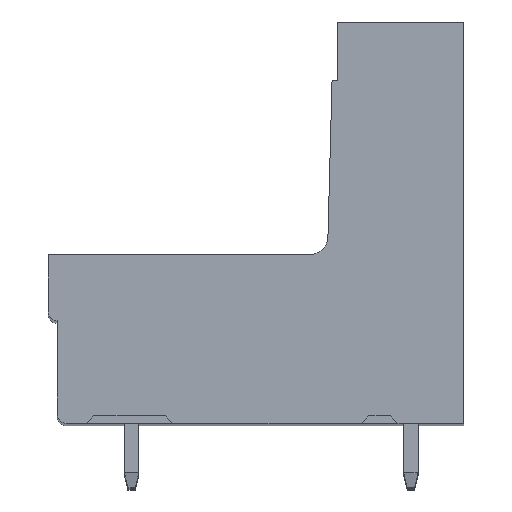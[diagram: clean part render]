
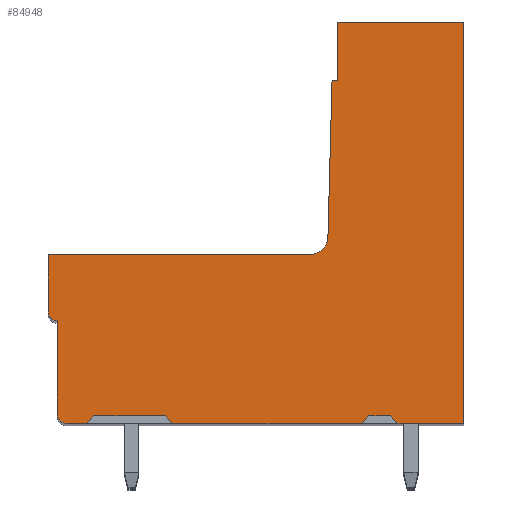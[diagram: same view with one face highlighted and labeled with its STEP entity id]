
A CAD part, top view. The second image highlights one B-rep face of the part: STEP entity #84948.
In plain terms, the highlighted planar face has unit normal (0, 0, 1).
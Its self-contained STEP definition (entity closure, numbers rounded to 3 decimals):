
#3557=DIRECTION('',(0.,-1.,0.));
#3558=VECTOR('',#3557,5.1);
#3559=CARTESIAN_POINT('',(-22.194,5.6,-43.623));
#3560=LINE('',#3559,#3558);
#12327=DIRECTION('',(-1.,0.,0.));
#12328=VECTOR('',#12327,0.3);
#12329=CARTESIAN_POINT('',(-6.894,18.7,-43.623));
#12330=LINE('',#12329,#12328);
#12335=DIRECTION('',(0.,-1.,0.));
#12336=VECTOR('',#12335,3.2);
#12337=CARTESIAN_POINT('',(-6.894,21.9,-43.623));
#12338=LINE('',#12337,#12336);
#21571=DIRECTION('',(0.,1.,0.));
#21572=VECTOR('',#21571,21.9);
#21573=CARTESIAN_POINT('',(0.006,0.,
-43.623));
#21574=LINE('',#21573,#21572);
#30322=DIRECTION('',(-1.,0.,0.));
#30323=VECTOR('',#30322,10.3);
#30324=CARTESIAN_POINT('',(-5.594,0.,
-43.623));
#30325=LINE('',#30324,#30323);
#30326=DIRECTION('',(-0.707,0.707,0.));
#30327=VECTOR('',#30326,0.566);
#30328=CARTESIAN_POINT('',(-15.894,0.,
-43.623));
#30329=LINE('',#30328,#30327);
#30330=DIRECTION('',(-1.,0.,0.));
#30331=VECTOR('',#30330,3.9);
#30332=CARTESIAN_POINT('',(-16.294,0.4,
-43.623));
#30333=LINE('',#30332,#30331);
#30334=DIRECTION('',(-1.,0.,0.));
#30335=VECTOR('',#30334,1.1);
#30336=CARTESIAN_POINT('',(-20.594,0.,
-43.623));
#30337=LINE('',#30336,#30335);
#30338=CARTESIAN_POINT('',(-21.694,0.5,-43.623));
#30339=DIRECTION('',(0.,0.,-1.));
#30340=DIRECTION('',(0.,-1.,0.));
#30341=AXIS2_PLACEMENT_3D('',#30338,#30339,#30340);
#30343=CARTESIAN_POINT('',(-22.194,6.1,-43.623));
#30344=DIRECTION('',(0.,0.,-1.));
#30345=DIRECTION('',(0.,-1.,0.));
#30346=AXIS2_PLACEMENT_3D('',#30343,#30344,#30345);
#30348=DIRECTION('',(0.,1.,0.));
#30349=VECTOR('',#30348,3.1);
#30350=CARTESIAN_POINT('',(-22.694,6.1,
-43.623));
#30351=LINE('',#30350,#30349);
#30352=DIRECTION('',(1.,0.,0.));
#30353=VECTOR('',#30352,14.277);
#30354=CARTESIAN_POINT('',(-22.694,9.2,-43.623));
#30355=LINE('',#30354,#30353);
#30356=CARTESIAN_POINT('',(-8.417,10.2,-43.623));
#30357=DIRECTION('',(0.,0.,1.));
#30358=DIRECTION('',(0.,-1.,0.));
#30359=AXIS2_PLACEMENT_3D('',#30356,#30357,#30358);
#30361=DIRECTION('',(0.026,1.,0.));
#30362=VECTOR('',#30361,8.529);
#30363=CARTESIAN_POINT('',(-7.417,10.174,
-43.623));
#30364=LINE('',#30363,#30362);
#30365=DIRECTION('',(1.,0.,0.));
#30366=VECTOR('',#30365,6.9);
#30367=CARTESIAN_POINT('',(-6.894,21.9,-43.623));
#30368=LINE('',#30367,#30366);
#30369=DIRECTION('',(-1.,0.,0.));
#30370=VECTOR('',#30369,3.6);
#30371=CARTESIAN_POINT('',(0.006,0.,
-43.623));
#30372=LINE('',#30371,#30370);
#30373=DIRECTION('',(-0.707,0.707,0.));
#30374=VECTOR('',#30373,0.566);
#30375=CARTESIAN_POINT('',(-3.594,0.,
-43.623));
#30376=LINE('',#30375,#30374);
#30377=DIRECTION('',(-0.707,-0.707,0.));
#30378=VECTOR('',#30377,0.566);
#30379=CARTESIAN_POINT('',(-5.194,0.4,
-43.623));
#30380=LINE('',#30379,#30378);
#30397=DIRECTION('',(-0.707,-0.707,0.));
#30398=VECTOR('',#30397,0.566);
#30399=CARTESIAN_POINT('',(-20.194,0.4,
-43.623));
#30400=LINE('',#30399,#30398);
#30433=DIRECTION('',(1.,0.,0.));
#30434=VECTOR('',#30433,1.2);
#30435=CARTESIAN_POINT('',(-5.194,0.4,
-43.623));
#30436=LINE('',#30435,#30434);
#31112=CARTESIAN_POINT('',(-5.594,0.,
-43.623));
#31114=VERTEX_POINT('',#31112);
#31118=CARTESIAN_POINT('',(-3.594,0.,
-43.623));
#31119=VERTEX_POINT('',#31118);
#31235=CARTESIAN_POINT('',(-16.294,0.4,
-43.623));
#31236=VERTEX_POINT('',#31235);
#31237=CARTESIAN_POINT('',(-7.417,10.174,
-43.623));
#31238=CARTESIAN_POINT('',(-7.194,18.7,-43.623));
#31239=VERTEX_POINT('',#31237);
#31240=VERTEX_POINT('',#31238);
#31241=CARTESIAN_POINT('',(-6.894,18.7,-43.623));
#31242=VERTEX_POINT('',#31241);
#31243=CARTESIAN_POINT('',(-6.894,21.9,-43.623));
#31244=VERTEX_POINT('',#31243);
#31245=CARTESIAN_POINT('',(-3.994,0.4,
-43.623));
#31246=VERTEX_POINT('',#31245);
#31247=CARTESIAN_POINT('',(-5.194,0.4,
-43.623));
#31248=VERTEX_POINT('',#31247);
#31253=CARTESIAN_POINT('',(-21.694,0.,-43.623));
#31254=CARTESIAN_POINT('',(-22.194,0.5,
-43.623));
#31255=VERTEX_POINT('',#31253);
#31256=VERTEX_POINT('',#31254);
#31257=CARTESIAN_POINT('',(-22.194,5.6,-43.623));
#31258=VERTEX_POINT('',#31257);
#31259=CARTESIAN_POINT('',(-22.694,6.1,
-43.623));
#31260=VERTEX_POINT('',#31259);
#31261=CARTESIAN_POINT('',(-22.694,9.2,-43.623));
#31262=VERTEX_POINT('',#31261);
#31511=CARTESIAN_POINT('',(0.006,0.,
-43.623));
#31512=CARTESIAN_POINT('',(0.006,21.9,-43.623));
#31513=VERTEX_POINT('',#31511);
#31514=VERTEX_POINT('',#31512);
#31515=CARTESIAN_POINT('',(-20.194,0.4,
-43.623));
#31516=CARTESIAN_POINT('',(-20.594,0.,
-43.623));
#31517=VERTEX_POINT('',#31515);
#31518=VERTEX_POINT('',#31516);
#31519=CARTESIAN_POINT('',(-15.894,0.,
-43.623));
#31520=VERTEX_POINT('',#31519);
#31521=CARTESIAN_POINT('',(-8.417,9.2,-43.623));
#31522=VERTEX_POINT('',#31521);
#84915=CARTESIAN_POINT('',(-21.694,0.5,
-43.623));
#84916=DIRECTION('',(0.,0.,-1.));
#84917=DIRECTION('',(-1.,0.,0.));
#84918=AXIS2_PLACEMENT_3D('',#84915,#84916,#84917);
#84919=PLANE('',#84918);
#84920=ORIENTED_EDGE('',*,*,#40010,.T.);
#84922=ORIENTED_EDGE('',*,*,#84921,.T.);
#84924=ORIENTED_EDGE('',*,*,#84923,.T.);
#84926=ORIENTED_EDGE('',*,*,#84925,.T.);
#84927=ORIENTED_EDGE('',*,*,#40002,.T.);
#84928=ORIENTED_EDGE('',*,*,#45886,.T.);
#84929=ORIENTED_EDGE('',*,*,#45901,.F.);
#84930=ORIENTED_EDGE('',*,*,#45916,.T.);
#84931=ORIENTED_EDGE('',*,*,#45931,.T.);
#84932=ORIENTED_EDGE('',*,*,#45946,.T.);
#84933=ORIENTED_EDGE('',*,*,#59293,.T.);
#84934=ORIENTED_EDGE('',*,*,#59308,.T.);
#84935=ORIENTED_EDGE('',*,*,#59323,.F.);
#84936=ORIENTED_EDGE('',*,*,#59338,.F.);
#84937=ORIENTED_EDGE('',*,*,#59353,.T.);
#84938=ORIENTED_EDGE('',*,*,#72209,.F.);
#84939=ORIENTED_EDGE('',*,*,#40018,.T.);
#84941=ORIENTED_EDGE('',*,*,#84940,.T.);
#84943=ORIENTED_EDGE('',*,*,#84942,.F.);
#84945=ORIENTED_EDGE('',*,*,#84944,.T.);
#84946=EDGE_LOOP('',(#84920,#84922,#84924,#84926,#84927,#84928,#84929,#84930,
#84931,#84932,#84933,#84934,#84935,#84936,#84937,#84938,#84939,#84941,#84943,
#84945));
#84947=FACE_OUTER_BOUND('',#84946,.F.);
#84948=ADVANCED_FACE('',(#84947),#84919,.F.);
#30342=CIRCLE('',#30341,0.5);
#30347=CIRCLE('',#30346,0.5);
#30360=CIRCLE('',#30359,1.);
#40002=EDGE_CURVE('',#31518,#31255,#30337,.T.);
#40010=EDGE_CURVE('',#31114,#31520,#30325,.T.);
#40018=EDGE_CURVE('',#31513,#31119,#30372,.T.);
#45886=EDGE_CURVE('',#31255,#31256,#30342,.T.);
#45901=EDGE_CURVE('',#31258,#31256,#3560,.T.);
#45916=EDGE_CURVE('',#31258,#31260,#30347,.T.);
#45931=EDGE_CURVE('',#31260,#31262,#30351,.T.);
#45946=EDGE_CURVE('',#31262,#31522,#30355,.T.);
#59293=EDGE_CURVE('',#31522,#31239,#30360,.T.);
#59308=EDGE_CURVE('',#31239,#31240,#30364,.T.);
#59323=EDGE_CURVE('',#31242,#31240,#12330,.T.);
#59338=EDGE_CURVE('',#31244,#31242,#12338,.T.);
#59353=EDGE_CURVE('',#31244,#31514,#30368,.T.);
#72209=EDGE_CURVE('',#31513,#31514,#21574,.T.);
#84921=EDGE_CURVE('',#31520,#31236,#30329,.T.);
#84923=EDGE_CURVE('',#31236,#31517,#30333,.T.);
#84925=EDGE_CURVE('',#31517,#31518,#30400,.T.);
#84940=EDGE_CURVE('',#31119,#31246,#30376,.T.);
#84942=EDGE_CURVE('',#31248,#31246,#30436,.T.);
#84944=EDGE_CURVE('',#31248,#31114,#30380,.T.);
